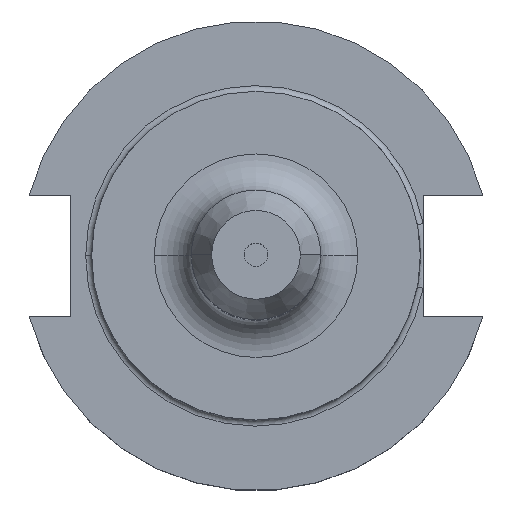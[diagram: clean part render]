
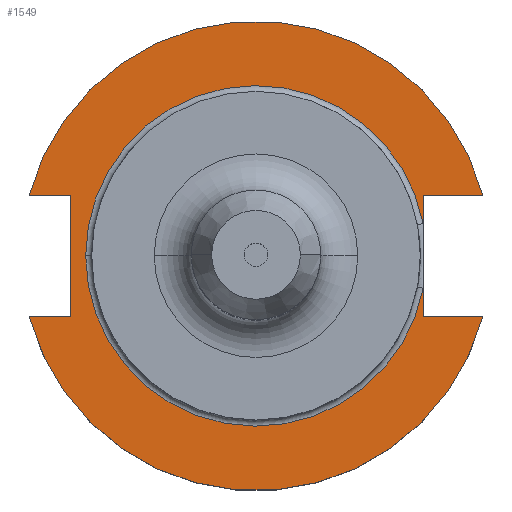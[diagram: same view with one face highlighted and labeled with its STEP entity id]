
A CAD part, top view. The second image highlights one B-rep face of the part: STEP entity #1549.
In plain terms, the highlighted planar face has unit normal (0, 0, 1).
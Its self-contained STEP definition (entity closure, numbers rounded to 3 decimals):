
#55 = VERTEX_POINT ( 'NONE', #1716 ) ;
#70 = VERTEX_POINT ( 'NONE', #1530 ) ;
#79 = DIRECTION ( 'NONE',  ( 1., 0., 0. ) ) ;
#103 = LINE ( 'NONE', #553, #1459 ) ;
#117 = CIRCLE ( 'NONE', #1297, 31.75 ) ;
#131 = ORIENTED_EDGE ( 'NONE', *, *, #1554, .F. ) ;
#139 = AXIS2_PLACEMENT_3D ( 'NONE', #390, #395, #1068 ) ;
#142 = VERTEX_POINT ( 'NONE', #759 ) ;
#155 = CARTESIAN_POINT ( 'NONE',  ( 0., 0., 19.05 ) ) ;
#170 = CARTESIAN_POINT ( 'NONE',  ( 22.606, 22.225, 19.05 ) ) ;
#187 = VERTEX_POINT ( 'NONE', #1573 ) ;
#207 = CARTESIAN_POINT ( 'NONE',  ( 0., 0., 19.05 ) ) ;
#213 = VECTOR ( 'NONE', #1453, 1000. ) ;
#237 = VERTEX_POINT ( 'NONE', #655 ) ;
#243 = DIRECTION ( 'NONE',  ( 0., -1., 0. ) ) ;
#246 = LINE ( 'NONE', #918, #213 ) ;
#251 = CARTESIAN_POINT ( 'NONE',  ( 30.675, 8.191, 19.05 ) ) ;
#286 = CARTESIAN_POINT ( 'NONE',  ( -23.025, 0., 19.05 ) ) ;
#289 = LINE ( 'NONE', #585, #1540 ) ;
#301 = VERTEX_POINT ( 'NONE', #520 ) ;
#345 = VERTEX_POINT ( 'NONE', #1203 ) ;
#347 = DIRECTION ( 'NONE',  ( -1., 0., 0. ) ) ;
#363 = ORIENTED_EDGE ( 'NONE', *, *, #796, .T. ) ;
#364 = VECTOR ( 'NONE', #243, 1000. ) ;
#390 = CARTESIAN_POINT ( 'NONE',  ( 0., 0., 19.05 ) ) ;
#395 = DIRECTION ( 'NONE',  ( 0., 0., -1. ) ) ;
#447 = DIRECTION ( 'NONE',  ( -1., 0., 0. ) ) ;
#484 = CARTESIAN_POINT ( 'NONE',  ( 22.606, 8.191, 19.05 ) ) ;
#489 = VERTEX_POINT ( 'NONE', #286 ) ;
#495 = AXIS2_PLACEMENT_3D ( 'NONE', #207, #1155, #347 ) ;
#520 = CARTESIAN_POINT ( 'NONE',  ( 22.606, -4.373, 19.05 ) ) ;
#522 = CARTESIAN_POINT ( 'NONE',  ( -25.091, 8.191, 19.05 ) ) ;
#532 = EDGE_CURVE ( 'NONE', #70, #617, #1284, .T. ) ;
#548 = DIRECTION ( 'NONE',  ( 1., 0., 0. ) ) ;
#553 = CARTESIAN_POINT ( 'NONE',  ( 0., -8.191, 19.05 ) ) ;
#559 = PLANE ( 'NONE',  #862 ) ;
#575 = ORIENTED_EDGE ( 'NONE', *, *, #1502, .F. ) ;
#585 = CARTESIAN_POINT ( 'NONE',  ( 0., 8.191, 19.05 ) ) ;
#617 = VERTEX_POINT ( 'NONE', #484 ) ;
#655 = CARTESIAN_POINT ( 'NONE',  ( -25.091, 8.191, 19.05 ) ) ;
#661 = CIRCLE ( 'NONE', #139, 23.025 ) ;
#665 = VERTEX_POINT ( 'NONE', #1417 ) ;
#718 = EDGE_CURVE ( 'NONE', #489, #70, #886, .T. ) ;
#725 = LINE ( 'NONE', #522, #364 ) ;
#759 = CARTESIAN_POINT ( 'NONE',  ( -30.675, 8.191, 19.05 ) ) ;
#769 = VECTOR ( 'NONE', #79, 1000. ) ;
#773 = ORIENTED_EDGE ( 'NONE', *, *, #718, .T. ) ;
#796 = EDGE_CURVE ( 'NONE', #142, #237, #1118, .T. ) ;
#833 = DIRECTION ( 'NONE',  ( -1., 0., 0. ) ) ;
#840 = DIRECTION ( 'NONE',  ( 0., 0., 1. ) ) ;
#841 = ORIENTED_EDGE ( 'NONE', *, *, #931, .T. ) ;
#845 = EDGE_CURVE ( 'NONE', #301, #489, #661, .T. ) ;
#862 = AXIS2_PLACEMENT_3D ( 'NONE', #1233, #1497, #833 ) ;
#871 = VERTEX_POINT ( 'NONE', #251 ) ;
#875 = EDGE_CURVE ( 'NONE', #237, #187, #725, .T. ) ;
#886 = CIRCLE ( 'NONE', #495, 23.025 ) ;
#899 = FACE_OUTER_BOUND ( 'NONE', #1152, .T. ) ;
#903 = EDGE_CURVE ( 'NONE', #871, #142, #1492, .T. ) ;
#906 = AXIS2_PLACEMENT_3D ( 'NONE', #923, #1598, #913 ) ;
#913 = DIRECTION ( 'NONE',  ( 1., 0., 0. ) ) ;
#918 = CARTESIAN_POINT ( 'NONE',  ( 22.606, 22.225, 19.05 ) ) ;
#923 = CARTESIAN_POINT ( 'NONE',  ( 0., 0., 19.05 ) ) ;
#931 = EDGE_CURVE ( 'NONE', #55, #301, #246, .T. ) ;
#947 = ORIENTED_EDGE ( 'NONE', *, *, #532, .T. ) ;
#982 = ORIENTED_EDGE ( 'NONE', *, *, #1260, .T. ) ;
#1060 = ORIENTED_EDGE ( 'NONE', *, *, #845, .T. ) ;
#1068 = DIRECTION ( 'NONE',  ( -1., 0., 0. ) ) ;
#1072 = EDGE_CURVE ( 'NONE', #871, #617, #289, .T. ) ;
#1117 = DIRECTION ( 'NONE',  ( 0., 1., 0. ) ) ;
#1118 = LINE ( 'NONE', #1701, #769 ) ;
#1125 = ORIENTED_EDGE ( 'NONE', *, *, #1072, .F. ) ;
#1152 = EDGE_LOOP ( 'NONE', ( #841, #1060, #773, #947, #1125, #1319, #363, #1669, #575, #982, #131 ) ) ;
#1155 = DIRECTION ( 'NONE',  ( 0., 0., -1. ) ) ;
#1164 = VECTOR ( 'NONE', #1117, 1000. ) ;
#1173 = VECTOR ( 'NONE', #548, 1000. ) ;
#1203 = CARTESIAN_POINT ( 'NONE',  ( 30.675, -8.191, 19.05 ) ) ;
#1233 = CARTESIAN_POINT ( 'NONE',  ( 0., 22.225, 19.05 ) ) ;
#1234 = DIRECTION ( 'NONE',  ( 1., 0., 0. ) ) ;
#1260 = EDGE_CURVE ( 'NONE', #665, #345, #117, .T. ) ;
#1284 = LINE ( 'NONE', #170, #1164 ) ;
#1297 = AXIS2_PLACEMENT_3D ( 'NONE', #155, #840, #1234 ) ;
#1319 = ORIENTED_EDGE ( 'NONE', *, *, #903, .T. ) ;
#1349 = CARTESIAN_POINT ( 'NONE',  ( -61.091, -8.191, 19.05 ) ) ;
#1417 = CARTESIAN_POINT ( 'NONE',  ( -30.675, -8.191, 19.05 ) ) ;
#1453 = DIRECTION ( 'NONE',  ( 0., 1., 0. ) ) ;
#1459 = VECTOR ( 'NONE', #1626, 1000. ) ;
#1492 = CIRCLE ( 'NONE', #906, 31.75 ) ;
#1497 = DIRECTION ( 'NONE',  ( 0., 0., -1. ) ) ;
#1502 = EDGE_CURVE ( 'NONE', #665, #187, #1733, .T. ) ;
#1530 = CARTESIAN_POINT ( 'NONE',  ( 22.606, 4.373, 19.05 ) ) ;
#1540 = VECTOR ( 'NONE', #447, 1000. ) ;
#1549 = ADVANCED_FACE ( 'NONE', ( #899 ), #559, .F. ) ;
#1554 = EDGE_CURVE ( 'NONE', #55, #345, #103, .T. ) ;
#1573 = CARTESIAN_POINT ( 'NONE',  ( -25.091, -8.191, 19.05 ) ) ;
#1598 = DIRECTION ( 'NONE',  ( 0., 0., 1. ) ) ;
#1626 = DIRECTION ( 'NONE',  ( 1., 0., 0. ) ) ;
#1669 = ORIENTED_EDGE ( 'NONE', *, *, #875, .T. ) ;
#1701 = CARTESIAN_POINT ( 'NONE',  ( -61.091, 8.191, 19.05 ) ) ;
#1716 = CARTESIAN_POINT ( 'NONE',  ( 22.606, -8.191, 19.05 ) ) ;
#1733 = LINE ( 'NONE', #1349, #1173 ) ;
